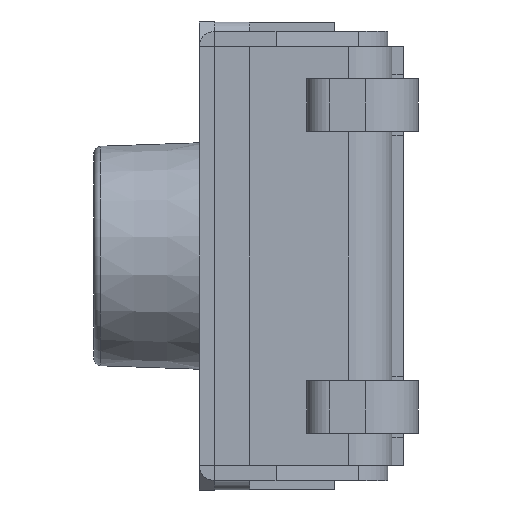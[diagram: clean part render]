
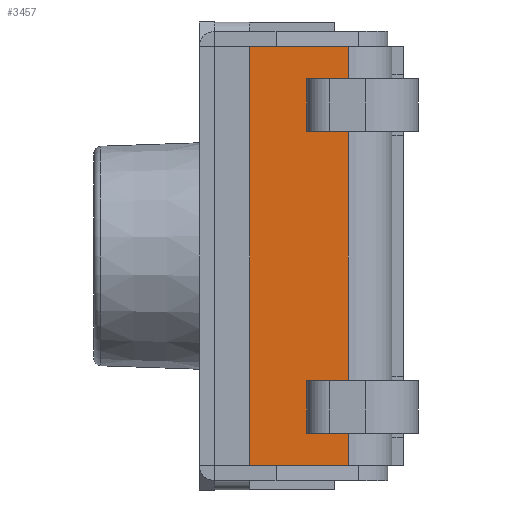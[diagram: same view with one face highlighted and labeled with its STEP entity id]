
A CAD part, left-side view. The second image highlights one B-rep face of the part: STEP entity #3457.
In plain terms, the highlighted planar face has unit normal (-1, 0, 0).
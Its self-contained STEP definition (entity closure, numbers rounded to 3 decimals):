
#6 = DIRECTION ( 'NONE',  ( 0., 0., 1. ) ) ;
#185 = CARTESIAN_POINT ( 'NONE',  ( -3.1, 0.925, 2.775 ) ) ;
#327 = EDGE_LOOP ( 'NONE', ( #341, #3597, #5490, #1844 ) ) ;
#341 = ORIENTED_EDGE ( 'NONE', *, *, #2287, .T. ) ;
#406 = EDGE_CURVE ( 'NONE', #5475, #2919, #3937, .T. ) ;
#441 = DIRECTION ( 'NONE',  ( 1., 0., 0. ) ) ;
#479 = CARTESIAN_POINT ( 'NONE',  ( -3.1, 0.925, 6.483 ) ) ;
#1169 = DIRECTION ( 'NONE',  ( 0., 1., 0. ) ) ;
#1496 = DIRECTION ( 'NONE',  ( 0., 0., -1. ) ) ;
#1542 = EDGE_CURVE ( 'NONE', #2510, #2919, #4128, .T. ) ;
#1844 = ORIENTED_EDGE ( 'NONE', *, *, #4028, .F. ) ;
#2007 = FACE_OUTER_BOUND ( 'NONE', #327, .T. ) ;
#2021 = CARTESIAN_POINT ( 'NONE',  ( -3.1, 2.235, -2.775 ) ) ;
#2169 = CARTESIAN_POINT ( 'NONE',  ( -3.1, 0.925, 2.775 ) ) ;
#2287 = EDGE_CURVE ( 'NONE', #3876, #5475, #4376, .T. ) ;
#2510 = VERTEX_POINT ( 'NONE', #5299 ) ;
#2813 = CARTESIAN_POINT ( 'NONE',  ( -3.1, 0.925, -2.775 ) ) ;
#2919 = VERTEX_POINT ( 'NONE', #2021 ) ;
#3074 = CARTESIAN_POINT ( 'NONE',  ( -3.1, 2.235, 6.483 ) ) ;
#3244 = DIRECTION ( 'NONE',  ( 0., 0., -1. ) ) ;
#3457 = ADVANCED_FACE ( 'NONE', ( #2007 ), #5566, .F. ) ;
#3597 = ORIENTED_EDGE ( 'NONE', *, *, #406, .T. ) ;
#3819 = AXIS2_PLACEMENT_3D ( 'NONE', #479, #441, #6 ) ;
#3845 = VECTOR ( 'NONE', #1169, 1000. ) ;
#3876 = VERTEX_POINT ( 'NONE', #185 ) ;
#3937 = LINE ( 'NONE', #3074, #4970 ) ;
#4028 = EDGE_CURVE ( 'NONE', #3876, #2510, #4051, .T. ) ;
#4051 = LINE ( 'NONE', #4502, #4847 ) ;
#4128 = LINE ( 'NONE', #2813, #5763 ) ;
#4376 = LINE ( 'NONE', #2169, #3845 ) ;
#4402 = CARTESIAN_POINT ( 'NONE',  ( -3.1, 2.235, 2.775 ) ) ;
#4502 = CARTESIAN_POINT ( 'NONE',  ( -3.1, 0.925, 6.483 ) ) ;
#4847 = VECTOR ( 'NONE', #3244, 1000. ) ;
#4970 = VECTOR ( 'NONE', #1496, 1000. ) ;
#5299 = CARTESIAN_POINT ( 'NONE',  ( -3.1, 0.925, -2.775 ) ) ;
#5475 = VERTEX_POINT ( 'NONE', #4402 ) ;
#5490 = ORIENTED_EDGE ( 'NONE', *, *, #1542, .F. ) ;
#5506 = DIRECTION ( 'NONE',  ( 0., 1., 0. ) ) ;
#5566 = PLANE ( 'NONE',  #3819 ) ;
#5763 = VECTOR ( 'NONE', #5506, 1000. ) ;
